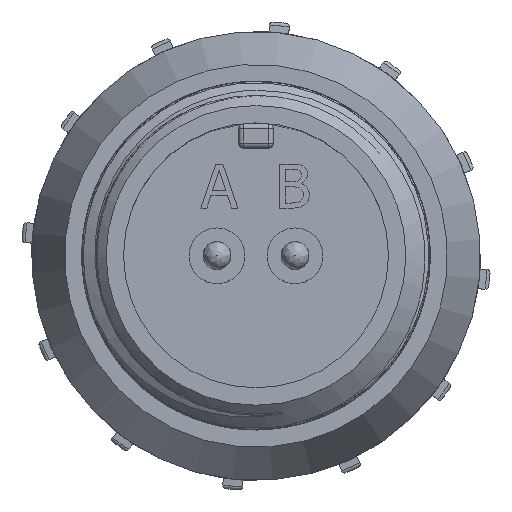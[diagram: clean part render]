
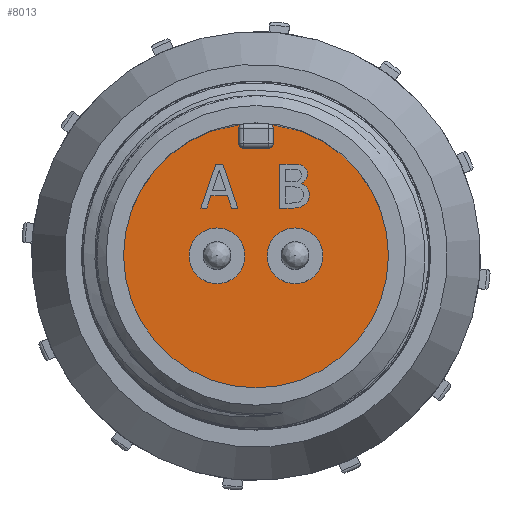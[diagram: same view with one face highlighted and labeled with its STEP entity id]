
A CAD part, top view. The second image highlights one B-rep face of the part: STEP entity #8013.
In plain terms, the highlighted planar face has unit normal (0, 0, 1).
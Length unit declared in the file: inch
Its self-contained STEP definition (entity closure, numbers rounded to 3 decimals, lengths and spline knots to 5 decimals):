
#337=LINE('',#12194,#698);
#341=LINE('',#12202,#702);
#344=LINE('',#12208,#705);
#347=LINE('',#12214,#708);
#350=LINE('',#12220,#711);
#353=LINE('',#12226,#714);
#356=LINE('',#12232,#717);
#359=LINE('',#12237,#720);
#389=LINE('',#12452,#750);
#395=LINE('',#12515,#756);
#398=LINE('',#12521,#759);
#401=LINE('',#12527,#762);
#698=VECTOR('',#10036,0.3937);
#702=VECTOR('',#10042,0.3937);
#705=VECTOR('',#10047,0.3937);
#708=VECTOR('',#10052,0.3937);
#711=VECTOR('',#10057,0.3937);
#714=VECTOR('',#10062,0.3937);
#717=VECTOR('',#10067,0.3937);
#720=VECTOR('',#10072,0.3937);
#750=VECTOR('',#10118,0.3937);
#756=VECTOR('',#10126,0.3937);
#759=VECTOR('',#10131,0.3937);
#762=VECTOR('',#10136,0.3937);
#1090=FACE_BOUND('',#2779,.T.);
#1091=FACE_BOUND('',#2780,.T.);
#1092=FACE_BOUND('',#2781,.T.);
#1093=FACE_BOUND('',#2782,.T.);
#1326=CIRCLE('',#8706,0.19);
#1327=CIRCLE('',#8707,0.04);
#1328=CIRCLE('',#8708,0.04);
#1801=PLANE('',#8705);
#2115=FACE_OUTER_BOUND('',#2778,.T.);
#2778=EDGE_LOOP('',(#5910));
#2779=EDGE_LOOP('',(#5911));
#2780=EDGE_LOOP('',(#5912));
#2781=EDGE_LOOP('',(#5913,#5914,#5915,#5916,#5917,#5918,#5919,#5920,#5921,
#5922));
#2782=EDGE_LOOP('',(#5923,#5924,#5925,#5926,#5927,#5928,#5929,#5930));
#3160=B_SPLINE_CURVE_WITH_KNOTS('',2,(#12438,#12439,#12440,#12441),
 .UNSPECIFIED.,.F.,.F.,(3,1,3),(0.,1.,2.),.UNSPECIFIED.);
#3162=B_SPLINE_CURVE_WITH_KNOTS('',2,(#12465,#12466,#12467,#12468),
 .UNSPECIFIED.,.F.,.F.,(3,1,3),(0.,1.,2.),.UNSPECIFIED.);
#3164=B_SPLINE_CURVE_WITH_KNOTS('',2,(#12484,#12485,#12486,#12487),
 .UNSPECIFIED.,.F.,.F.,(3,1,3),(0.,1.,2.),.UNSPECIFIED.);
#3166=B_SPLINE_CURVE_WITH_KNOTS('',2,(#12503,#12504,#12505,#12506),
 .UNSPECIFIED.,.F.,.F.,(3,1,3),(0.,1.,2.),.UNSPECIFIED.);
#3168=B_SPLINE_CURVE_WITH_KNOTS('',2,(#12540,#12541,#12542,#12543),
 .UNSPECIFIED.,.F.,.F.,(3,1,3),(0.,1.,2.),.UNSPECIFIED.);
#3170=B_SPLINE_CURVE_WITH_KNOTS('',2,(#12558,#12559,#12560,#12561),
 .UNSPECIFIED.,.F.,.F.,(3,1,3),(0.,1.,2.),.UNSPECIFIED.);
#3635=VERTEX_POINT('',#12192);
#3636=VERTEX_POINT('',#12193);
#3639=VERTEX_POINT('',#12201);
#3641=VERTEX_POINT('',#12207);
#3643=VERTEX_POINT('',#12213);
#3645=VERTEX_POINT('',#12219);
#3647=VERTEX_POINT('',#12225);
#3649=VERTEX_POINT('',#12231);
#3679=VERTEX_POINT('',#12436);
#3680=VERTEX_POINT('',#12437);
#3683=VERTEX_POINT('',#12451);
#3685=VERTEX_POINT('',#12464);
#3687=VERTEX_POINT('',#12483);
#3689=VERTEX_POINT('',#12502);
#3691=VERTEX_POINT('',#12514);
#3693=VERTEX_POINT('',#12520);
#3695=VERTEX_POINT('',#12526);
#3697=VERTEX_POINT('',#12539);
#3699=VERTEX_POINT('',#12568);
#3700=VERTEX_POINT('',#12570);
#3701=VERTEX_POINT('',#12572);
#4415=EDGE_CURVE('',#3635,#3636,#337,.T.);
#4419=EDGE_CURVE('',#3639,#3635,#341,.T.);
#4422=EDGE_CURVE('',#3641,#3639,#344,.T.);
#4425=EDGE_CURVE('',#3643,#3641,#347,.T.);
#4428=EDGE_CURVE('',#3645,#3643,#350,.T.);
#4431=EDGE_CURVE('',#3647,#3645,#353,.T.);
#4434=EDGE_CURVE('',#3649,#3647,#356,.T.);
#4437=EDGE_CURVE('',#3636,#3649,#359,.T.);
#4481=EDGE_CURVE('',#3679,#3680,#3160,.T.);
#4485=EDGE_CURVE('',#3683,#3679,#389,.T.);
#4488=EDGE_CURVE('',#3685,#3683,#3162,.T.);
#4491=EDGE_CURVE('',#3687,#3685,#3164,.T.);
#4494=EDGE_CURVE('',#3689,#3687,#3166,.T.);
#4497=EDGE_CURVE('',#3691,#3689,#395,.T.);
#4500=EDGE_CURVE('',#3693,#3691,#398,.T.);
#4503=EDGE_CURVE('',#3695,#3693,#401,.T.);
#4506=EDGE_CURVE('',#3697,#3695,#3168,.T.);
#4509=EDGE_CURVE('',#3680,#3697,#3170,.T.);
#4511=EDGE_CURVE('',#3699,#3699,#1326,.T.);
#4512=EDGE_CURVE('',#3700,#3700,#1327,.T.);
#4513=EDGE_CURVE('',#3701,#3701,#1328,.T.);
#5910=ORIENTED_EDGE('',*,*,#4511,.F.);
#5911=ORIENTED_EDGE('',*,*,#4512,.T.);
#5912=ORIENTED_EDGE('',*,*,#4513,.T.);
#5913=ORIENTED_EDGE('',*,*,#4481,.T.);
#5914=ORIENTED_EDGE('',*,*,#4509,.T.);
#5915=ORIENTED_EDGE('',*,*,#4506,.T.);
#5916=ORIENTED_EDGE('',*,*,#4503,.T.);
#5917=ORIENTED_EDGE('',*,*,#4500,.T.);
#5918=ORIENTED_EDGE('',*,*,#4497,.T.);
#5919=ORIENTED_EDGE('',*,*,#4494,.T.);
#5920=ORIENTED_EDGE('',*,*,#4491,.T.);
#5921=ORIENTED_EDGE('',*,*,#4488,.T.);
#5922=ORIENTED_EDGE('',*,*,#4485,.T.);
#5923=ORIENTED_EDGE('',*,*,#4415,.T.);
#5924=ORIENTED_EDGE('',*,*,#4437,.T.);
#5925=ORIENTED_EDGE('',*,*,#4434,.T.);
#5926=ORIENTED_EDGE('',*,*,#4431,.T.);
#5927=ORIENTED_EDGE('',*,*,#4428,.T.);
#5928=ORIENTED_EDGE('',*,*,#4425,.T.);
#5929=ORIENTED_EDGE('',*,*,#4422,.T.);
#5930=ORIENTED_EDGE('',*,*,#4419,.T.);
#8013=ADVANCED_FACE('',(#2115,#1090,#1091,#1092,#1093),#1801,.T.);
#8705=AXIS2_PLACEMENT_3D('',#12567,#10142,#10143);
#8706=AXIS2_PLACEMENT_3D('',#12569,#10144,#10145);
#8707=AXIS2_PLACEMENT_3D('',#12571,#10146,#10147);
#8708=AXIS2_PLACEMENT_3D('',#12573,#10148,#10149);
#10036=DIRECTION('',(-1.,0.,0.));
#10042=DIRECTION('',(-0.309,-0.951,0.));
#10047=DIRECTION('',(-1.,0.,0.));
#10052=DIRECTION('',(-0.309,0.951,0.));
#10057=DIRECTION('',(-1.,0.,0.));
#10062=DIRECTION('',(0.319,-0.948,0.));
#10067=DIRECTION('',(1.,0.,0.));
#10072=DIRECTION('',(0.319,0.948,0.));
#10118=DIRECTION('',(0.,-1.,0.));
#10126=DIRECTION('',(1.,0.,0.));
#10131=DIRECTION('',(0.,1.,0.));
#10136=DIRECTION('',(-1.,0.,0.));
#10142=DIRECTION('center_axis',(0.,0.,
1.));
#10143=DIRECTION('ref_axis',(1.,0.,0.));
#10144=DIRECTION('center_axis',(0.,0.,
-1.));
#10145=DIRECTION('ref_axis',(0.,1.,0.));
#10146=DIRECTION('center_axis',(0.,0.,
-1.));
#10147=DIRECTION('ref_axis',(-1.,0.,0.));
#10148=DIRECTION('center_axis',(0.,0.,
-1.));
#10149=DIRECTION('ref_axis',(-1.,0.,0.));
#12192=CARTESIAN_POINT('',(-0.0705,0.0685,-0.357));
#12193=CARTESIAN_POINT('',(-0.07898,0.0685,-0.357));
#12194=CARTESIAN_POINT('',(-0.03525,0.0685,-0.357));
#12201=CARTESIAN_POINT('',(-0.06479,0.08611,-0.357));
#12202=CARTESIAN_POINT('',(-0.06039,0.09965,-0.357));
#12207=CARTESIAN_POINT('',(-0.04074,0.08611,-0.357));
#12208=CARTESIAN_POINT('',(-0.02037,0.08611,-0.357));
#12213=CARTESIAN_POINT('',(-0.03502,0.0685,-0.357));
#12214=CARTESIAN_POINT('',(-0.03724,0.07534,-0.357));
#12219=CARTESIAN_POINT('',(-0.02619,0.0685,-0.357));
#12220=CARTESIAN_POINT('',(-0.0131,0.0685,-0.357));
#12225=CARTESIAN_POINT('',(-0.04743,0.1315,-0.357));
#12226=CARTESIAN_POINT('',(-0.03948,0.10793,-0.357));
#12231=CARTESIAN_POINT('',(-0.05774,0.1315,-0.357));
#12232=CARTESIAN_POINT('',(-0.02887,0.1315,-0.357));
#12237=CARTESIAN_POINT('',(-0.07094,0.09235,-0.357));
#12436=CARTESIAN_POINT('',(0.06484,0.10352,-0.357));
#12437=CARTESIAN_POINT('',(0.07663,0.08785,-0.357));
#12438=CARTESIAN_POINT('Ctrl Pts',(0.06484,0.10352,
-0.357));
#12439=CARTESIAN_POINT('Ctrl Pts',(0.07045,0.10199,
-0.357));
#12440=CARTESIAN_POINT('Ctrl Pts',(0.07663,0.09387,
-0.357));
#12441=CARTESIAN_POINT('Ctrl Pts',(0.07663,0.08785,
-0.357));
#12451=CARTESIAN_POINT('',(0.06484,0.10383,-0.357));
#12452=CARTESIAN_POINT('',(0.06484,0.09941,-0.357));
#12464=CARTESIAN_POINT('',(0.07367,0.11731,-0.357));
#12465=CARTESIAN_POINT('Ctrl Pts',(0.07367,0.11731,
-0.357));
#12466=CARTESIAN_POINT('Ctrl Pts',(0.07367,0.11287,
-0.357));
#12467=CARTESIAN_POINT('Ctrl Pts',(0.06897,0.10582,
-0.357));
#12468=CARTESIAN_POINT('Ctrl Pts',(0.06484,0.10383,
-0.357));
#12483=CARTESIAN_POINT('',(0.06714,0.12895,-0.357));
#12484=CARTESIAN_POINT('Ctrl Pts',(0.06714,0.12895,
-0.357));
#12485=CARTESIAN_POINT('Ctrl Pts',(0.07056,0.12716,
-0.357));
#12486=CARTESIAN_POINT('Ctrl Pts',(0.07367,0.12129,
-0.357));
#12487=CARTESIAN_POINT('Ctrl Pts',(0.07367,0.11731,
-0.357));
#12502=CARTESIAN_POINT('',(0.05059,0.1315,-0.357));
#12503=CARTESIAN_POINT('Ctrl Pts',(0.05059,0.1315,
-0.357));
#12504=CARTESIAN_POINT('Ctrl Pts',(0.05733,0.1315,
-0.357));
#12505=CARTESIAN_POINT('Ctrl Pts',(0.06407,0.13063,
-0.357));
#12506=CARTESIAN_POINT('Ctrl Pts',(0.06714,0.12895,
-0.357));
#12514=CARTESIAN_POINT('',(0.0339,0.1315,-0.357));
#12515=CARTESIAN_POINT('',(0.01695,0.1315,-0.357));
#12520=CARTESIAN_POINT('',(0.0339,0.0685,-0.357));
#12521=CARTESIAN_POINT('',(0.0339,0.08175,-0.357));
#12526=CARTESIAN_POINT('',(0.05197,0.0685,-0.357));
#12527=CARTESIAN_POINT('',(0.02599,0.0685,-0.357));
#12539=CARTESIAN_POINT('',(0.0701,0.07361,-0.357));
#12540=CARTESIAN_POINT('Ctrl Pts',(0.0701,0.07361,
-0.357));
#12541=CARTESIAN_POINT('Ctrl Pts',(0.06652,0.07085,
-0.357));
#12542=CARTESIAN_POINT('Ctrl Pts',(0.05841,0.0685,
-0.357));
#12543=CARTESIAN_POINT('Ctrl Pts',(0.05197,0.0685,
-0.357));
#12558=CARTESIAN_POINT('Ctrl Pts',(0.07663,0.08785,
-0.357));
#12559=CARTESIAN_POINT('Ctrl Pts',(0.07663,0.08315,
-0.357));
#12560=CARTESIAN_POINT('Ctrl Pts',(0.07306,0.07595,
-0.357));
#12561=CARTESIAN_POINT('Ctrl Pts',(0.0701,0.07361,
-0.357));
#12567=CARTESIAN_POINT('Origin',(0.,0.095,-0.357));
#12568=CARTESIAN_POINT('',(0.,0.19,-0.357));
#12569=CARTESIAN_POINT('Origin',(0.,0.,
-0.357));
#12570=CARTESIAN_POINT('',(0.096,0.,-0.357));
#12571=CARTESIAN_POINT('Origin',(0.056,0.,
-0.357));
#12572=CARTESIAN_POINT('',(-0.016,0.,-0.357));
#12573=CARTESIAN_POINT('Origin',(-0.056,0.,
-0.357));
